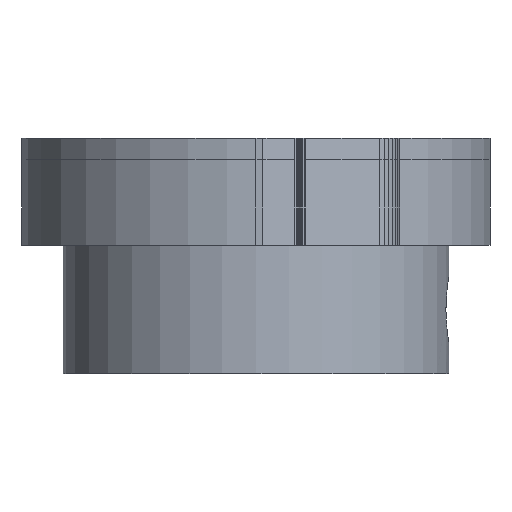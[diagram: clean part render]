
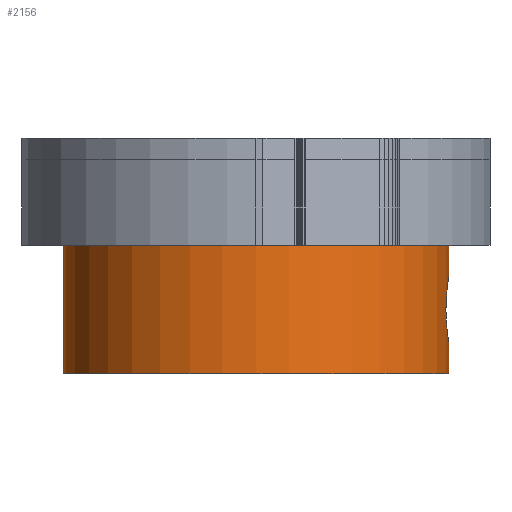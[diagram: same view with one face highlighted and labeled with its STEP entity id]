
A CAD part, left-side view. The second image highlights one B-rep face of the part: STEP entity #2156.
In plain terms, the highlighted cylindrical face has radius 9 mm (diameter 18 mm), a full revolution.
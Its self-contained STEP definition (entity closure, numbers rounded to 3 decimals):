
#1553 = EDGE_CURVE('',#1554,#1554,#1556,.T.);
#1554 = VERTEX_POINT('',#1555);
#1555 = CARTESIAN_POINT('',(40.954,-20.946,-4.746));
#1556 = CIRCLE('',#1557,9.);
#1557 = AXIS2_PLACEMENT_3D('',#1558,#1559,#1560);
#1558 = CARTESIAN_POINT('',(31.954,-20.946,-4.746));
#1559 = DIRECTION('',(0.,0.,-1.));
#1560 = DIRECTION('',(1.,0.,0.));
#2156 = ADVANCED_FACE('',(#2157,#2176),#2234,.T.);
#2157 = FACE_BOUND('',#2158,.F.);
#2158 = EDGE_LOOP('',(#2159,#2160,#2168,#2175));
#2159 = ORIENTED_EDGE('',*,*,#1553,.F.);
#2160 = ORIENTED_EDGE('',*,*,#2161,.T.);
#2161 = EDGE_CURVE('',#1554,#2162,#2164,.T.);
#2162 = VERTEX_POINT('',#2163);
#2163 = CARTESIAN_POINT('',(40.954,-20.946,-10.746)
  );
#2164 = LINE('',#2165,#2166);
#2165 = CARTESIAN_POINT('',(40.954,-20.946,-4.746));
#2166 = VECTOR('',#2167,1.);
#2167 = DIRECTION('',(0.,0.,-1.));
#2168 = ORIENTED_EDGE('',*,*,#2169,.T.);
#2169 = EDGE_CURVE('',#2162,#2162,#2170,.T.);
#2170 = CIRCLE('',#2171,9.);
#2171 = AXIS2_PLACEMENT_3D('',#2172,#2173,#2174);
#2172 = CARTESIAN_POINT('',(31.954,-20.946,-10.746)
  );
#2173 = DIRECTION('',(0.,0.,-1.));
#2174 = DIRECTION('',(1.,0.,0.));
#2175 = ORIENTED_EDGE('',*,*,#2161,.F.);
#2176 = FACE_BOUND('',#2177,.F.);
#2177 = EDGE_LOOP('',(#2178));
#2178 = ORIENTED_EDGE('',*,*,#2179,.T.);
#2179 = EDGE_CURVE('',#2180,#2180,#2182,.T.);
#2180 = VERTEX_POINT('',#2181);
#2181 = CARTESIAN_POINT('',(33.454,-29.82,-7.746));
#2182 = B_SPLINE_CURVE_WITH_KNOTS('',8,(#2183,#2184,#2185,#2186,#2187,
    #2188,#2189,#2190,#2191,#2192,#2193,#2194,#2195,#2196,#2197,#2198,
    #2199,#2200,#2201,#2202,#2203,#2204,#2205,#2206,#2207,#2208,#2209,
    #2210,#2211,#2212,#2213,#2214,#2215,#2216,#2217,#2218,#2219,#2220,
    #2221,#2222,#2223,#2224,#2225,#2226,#2227,#2228,#2229,#2230,#2231,
    #2232,#2233),.UNSPECIFIED.,.T.,.F.,(9,7,7,7,7,7,7,9),(0.,
    0.152,0.286,0.423,0.588,
    0.714,0.839,1.),.UNSPECIFIED.);
#2183 = CARTESIAN_POINT('',(33.454,-29.82,-7.746));
#2184 = CARTESIAN_POINT('',(33.454,-29.82,
    -7.588));
#2185 = CARTESIAN_POINT('',(33.435,-29.824,
    -7.431));
#2186 = CARTESIAN_POINT('',(33.397,-29.83,
    -7.275));
#2187 = CARTESIAN_POINT('',(33.34,-29.839,
    -7.122));
#2188 = CARTESIAN_POINT('',(33.264,-29.851,
    -6.974));
#2189 = CARTESIAN_POINT('',(33.167,-29.865,
    -6.834));
#2190 = CARTESIAN_POINT('',(33.049,-29.881,
    -6.705));
#2191 = CARTESIAN_POINT('',(32.788,-29.908,
    -6.488));
#2192 = CARTESIAN_POINT('',(32.645,-29.922,
    -6.395));
#2193 = CARTESIAN_POINT('',(32.485,-29.934,
    -6.318));
#2194 = CARTESIAN_POINT('',(32.31,-29.943,
    -6.262));
#2195 = CARTESIAN_POINT('',(32.127,-29.949,
    -6.231));
#2196 = CARTESIAN_POINT('',(31.941,-29.95,-6.226
    ));
#2197 = CARTESIAN_POINT('',(31.757,-29.946,
    -6.248));
#2198 = CARTESIAN_POINT('',(31.402,-29.931,
    -6.339));
#2199 = CARTESIAN_POINT('',(31.237,-29.92,
    -6.408));
#2200 = CARTESIAN_POINT('',(31.087,-29.907,
    -6.496));
#2201 = CARTESIAN_POINT('',(30.954,-29.893,
    -6.6));
#2202 = CARTESIAN_POINT('',(30.838,-29.878,
    -6.716));
#2203 = CARTESIAN_POINT('',(30.741,-29.865,
    -6.841));
#2204 = CARTESIAN_POINT('',(30.66,-29.853,
    -6.972));
#2205 = CARTESIAN_POINT('',(30.52,-29.832,
    -7.27));
#2206 = CARTESIAN_POINT('',(30.467,-29.823,
    -7.44));
#2207 = CARTESIAN_POINT('',(30.438,-29.818,
    -7.614));
#2208 = CARTESIAN_POINT('',(30.432,-29.817,
    -7.791));
#2209 = CARTESIAN_POINT('',(30.448,-29.819,
    -7.967));
#2210 = CARTESIAN_POINT('',(30.488,-29.826,
    -8.141));
#2211 = CARTESIAN_POINT('',(30.552,-29.837,
    -8.309));
#2212 = CARTESIAN_POINT('',(30.706,-29.86,
    -8.59));
#2213 = CARTESIAN_POINT('',(30.788,-29.871,
    -8.708));
#2214 = CARTESIAN_POINT('',(30.884,-29.884,
    -8.819));
#2215 = CARTESIAN_POINT('',(30.996,-29.897,
    -8.923));
#2216 = CARTESIAN_POINT('',(31.122,-29.91,
    -9.015));
#2217 = CARTESIAN_POINT('',(31.263,-29.922,
    -9.094));
#2218 = CARTESIAN_POINT('',(31.416,-29.932,
    -9.156));
#2219 = CARTESIAN_POINT('',(31.744,-29.945,
    -9.24));
#2220 = CARTESIAN_POINT('',(31.914,-29.949,
    -9.262));
#2221 = CARTESIAN_POINT('',(32.086,-29.949,
    -9.261));
#2222 = CARTESIAN_POINT('',(32.258,-29.945,
    -9.237));
#2223 = CARTESIAN_POINT('',(32.422,-29.937,
    -9.192));
#2224 = CARTESIAN_POINT('',(32.575,-29.927,
    -9.127));
#2225 = CARTESIAN_POINT('',(32.714,-29.915,
    -9.048));
#2226 = CARTESIAN_POINT('',(32.994,-29.887,
    -8.844));
#2227 = CARTESIAN_POINT('',(33.128,-29.871,
    -8.711));
#2228 = CARTESIAN_POINT('',(33.238,-29.855,
    -8.565));
#2229 = CARTESIAN_POINT('',(33.325,-29.842,
    -8.409));
#2230 = CARTESIAN_POINT('',(33.39,-29.831,
    -8.247));
#2231 = CARTESIAN_POINT('',(33.433,-29.824,
    -8.081));
#2232 = CARTESIAN_POINT('',(33.454,-29.82,
    -7.913));
#2233 = CARTESIAN_POINT('',(33.454,-29.82,-7.746));
#2234 = CYLINDRICAL_SURFACE('',#2235,9.);
#2235 = AXIS2_PLACEMENT_3D('',#2236,#2237,#2238);
#2236 = CARTESIAN_POINT('',(31.954,-20.946,-4.746));
#2237 = DIRECTION('',(0.,0.,1.));
#2238 = DIRECTION('',(1.,0.,0.));
